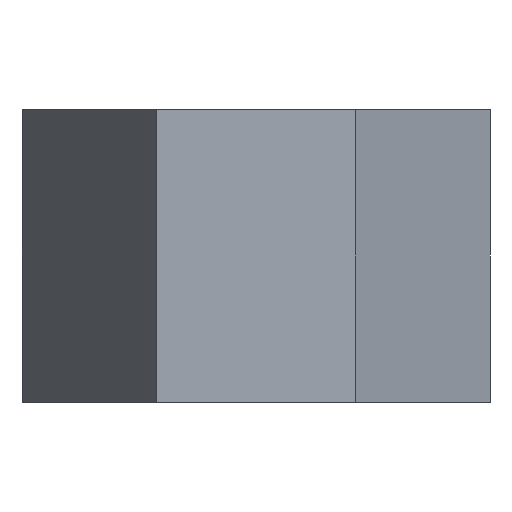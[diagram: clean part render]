
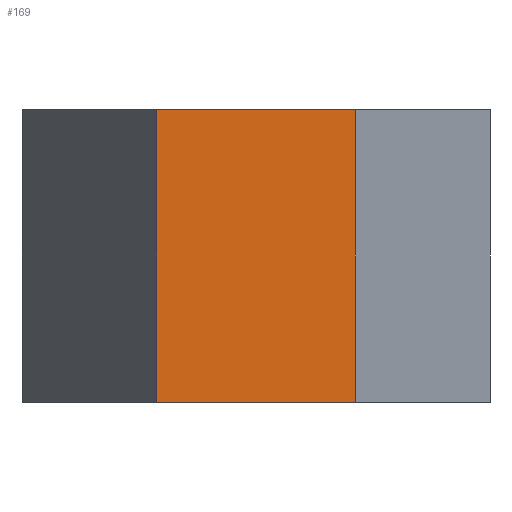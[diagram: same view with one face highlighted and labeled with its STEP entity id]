
A CAD part, left-side view. The second image highlights one B-rep face of the part: STEP entity #169.
In plain terms, the highlighted planar face has unit normal (-1, 0, 0).
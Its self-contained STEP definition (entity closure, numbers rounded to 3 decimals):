
#93=VERTEX_POINT('',#235);
#163=VERTEX_POINT('',#318);
#169=ADVANCED_FACE('',(#324),#325,.T.);
#173=EDGE_CURVE('',#93,#163,#329,.T.);
#175=EDGE_CURVE('',#189,#93,#331,.T.);
#185=EDGE_CURVE('',#189,#199,#341,.T.);
#189=VERTEX_POINT('',#345);
#195=EDGE_CURVE('',#163,#199,#351,.T.);
#199=VERTEX_POINT('',#355);
#235=CARTESIAN_POINT('',(0.,-17.,0.0));
#318=CARTESIAN_POINT('',(0.,-17.,50.0));
#324=FACE_OUTER_BOUND('',#499,.T.);
#325=PLANE('',#500);
#329=LINE('',#505,#506);
#331=LINE('',#509,#510);
#341=LINE('',#524,#525);
#345=CARTESIAN_POINT('',(0.,17.,0.0));
#351=LINE('',#541,#542);
#355=CARTESIAN_POINT('',(0.,17.,50.0));
#499=EDGE_LOOP('',(#692,#693,#694,#695));
#500=AXIS2_PLACEMENT_3D('',#696,#697,#698);
#505=CARTESIAN_POINT('',(0.,-17.,0.0));
#506=VECTOR('',#699,1.0);
#509=CARTESIAN_POINT('',(0.,17.,0.0));
#510=VECTOR('',#700,1.0);
#524=CARTESIAN_POINT('',(0.,17.,0.0));
#525=VECTOR('',#705,1.0);
#541=CARTESIAN_POINT('',(0.,17.,50.0));
#542=VECTOR('',#711,1.0);
#692=ORIENTED_EDGE('',*,*,#195,.T.);
#693=ORIENTED_EDGE('',*,*,#185,.F.);
#694=ORIENTED_EDGE('',*,*,#175,.T.);
#695=ORIENTED_EDGE('',*,*,#173,.T.);
#696=CARTESIAN_POINT('',(0.,-17.,0.0));
#697=DIRECTION('',(-1.0,0.0,0.0));
#698=DIRECTION('',(0.0,0.0,1.0));
#699=DIRECTION('',(0.0,0.0,1.0));
#700=DIRECTION('',(0.0,-1.0,0.0));
#705=DIRECTION('',(0.0,0.0,1.0));
#711=DIRECTION('',(0.0,1.0,0.0));
